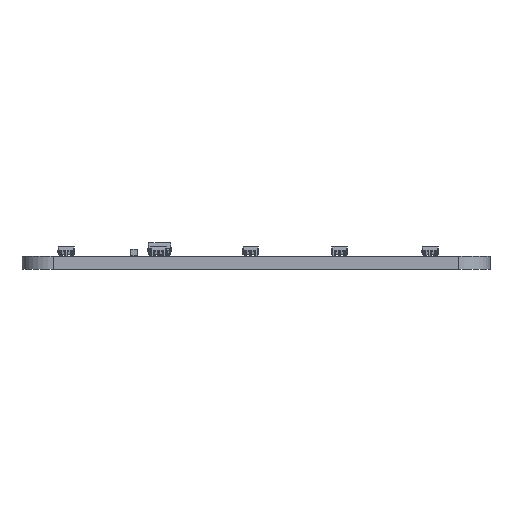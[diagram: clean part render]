
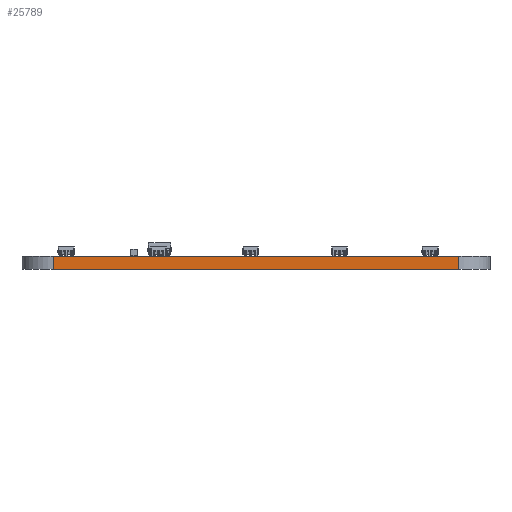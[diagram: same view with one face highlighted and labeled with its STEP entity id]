
A CAD part, front view. The second image highlights one B-rep face of the part: STEP entity #25789.
In plain terms, the highlighted planar face has unit normal (0, -1, 0).
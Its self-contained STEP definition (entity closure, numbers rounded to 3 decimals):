
#25663 = EDGE_CURVE('',#25664,#25666,#25668,.T.);
#25664 = VERTEX_POINT('',#25665);
#25665 = CARTESIAN_POINT('',(161.696,-145.252,0.));
#25666 = VERTEX_POINT('',#25667);
#25667 = CARTESIAN_POINT('',(161.696,-145.252,1.6));
#25668 = SURFACE_CURVE('',#25669,(#25673,#25685),.PCURVE_S1.);
#25669 = LINE('',#25670,#25671);
#25670 = CARTESIAN_POINT('',(161.696,-145.252,0.));
#25671 = VECTOR('',#25672,1.);
#25672 = DIRECTION('',(0.,0.,1.));
#25673 = PCURVE('',#25674,#25679);
#25674 = CYLINDRICAL_SURFACE('',#25675,3.81);
#25675 = AXIS2_PLACEMENT_3D('',#25676,#25677,#25678);
#25676 = CARTESIAN_POINT('',(161.696,-141.442,0.));
#25677 = DIRECTION('',(-0.,-0.,-1.));
#25678 = DIRECTION('',(1.,0.,-0.));
#25679 = DEFINITIONAL_REPRESENTATION('',(#25680),#25684);
#25680 = LINE('',#25681,#25682);
#25681 = CARTESIAN_POINT('',(-4.712,0.));
#25682 = VECTOR('',#25683,1.);
#25683 = DIRECTION('',(-0.,-1.));
#25684 = ( GEOMETRIC_REPRESENTATION_CONTEXT(2) 
PARAMETRIC_REPRESENTATION_CONTEXT() REPRESENTATION_CONTEXT('2D SPACE',''
  ) );
#25685 = PCURVE('',#25686,#25691);
#25686 = PLANE('',#25687);
#25687 = AXIS2_PLACEMENT_3D('',#25688,#25689,#25690);
#25688 = CARTESIAN_POINT('',(161.696,-145.252,0.));
#25689 = DIRECTION('',(0.,-1.,0.));
#25690 = DIRECTION('',(-1.,0.,0.));
#25691 = DEFINITIONAL_REPRESENTATION('',(#25692),#25696);
#25692 = LINE('',#25693,#25694);
#25693 = CARTESIAN_POINT('',(0.,-0.));
#25694 = VECTOR('',#25695,1.);
#25695 = DIRECTION('',(0.,-1.));
#25696 = ( GEOMETRIC_REPRESENTATION_CONTEXT(2) 
PARAMETRIC_REPRESENTATION_CONTEXT() REPRESENTATION_CONTEXT('2D SPACE',''
  ) );
#25715 = PLANE('',#25716);
#25716 = AXIS2_PLACEMENT_3D('',#25717,#25718,#25719);
#25717 = CARTESIAN_POINT('',(161.696,-145.252,1.6));
#25718 = DIRECTION('',(0.,0.,-1.));
#25719 = DIRECTION('',(-1.,0.,-0.));
#25774 = PLANE('',#25775);
#25775 = AXIS2_PLACEMENT_3D('',#25776,#25777,#25778);
#25776 = CARTESIAN_POINT('',(161.696,-145.252,0.));
#25777 = DIRECTION('',(0.,0.,-1.));
#25778 = DIRECTION('',(-1.,0.,-0.));
#25789 = ADVANCED_FACE('',(#25790),#25686,.T.);
#25790 = FACE_BOUND('',#25791,.T.);
#25791 = EDGE_LOOP('',(#25792,#25793,#25816,#25844));
#25792 = ORIENTED_EDGE('',*,*,#25663,.T.);
#25793 = ORIENTED_EDGE('',*,*,#25794,.T.);
#25794 = EDGE_CURVE('',#25666,#25795,#25797,.T.);
#25795 = VERTEX_POINT('',#25796);
#25796 = CARTESIAN_POINT('',(112.166,-145.252,1.6));
#25797 = SURFACE_CURVE('',#25798,(#25802,#25809),.PCURVE_S1.);
#25798 = LINE('',#25799,#25800);
#25799 = CARTESIAN_POINT('',(161.696,-145.252,1.6));
#25800 = VECTOR('',#25801,1.);
#25801 = DIRECTION('',(-1.,0.,0.));
#25802 = PCURVE('',#25686,#25803);
#25803 = DEFINITIONAL_REPRESENTATION('',(#25804),#25808);
#25804 = LINE('',#25805,#25806);
#25805 = CARTESIAN_POINT('',(0.,-1.6));
#25806 = VECTOR('',#25807,1.);
#25807 = DIRECTION('',(1.,0.));
#25808 = ( GEOMETRIC_REPRESENTATION_CONTEXT(2) 
PARAMETRIC_REPRESENTATION_CONTEXT() REPRESENTATION_CONTEXT('2D SPACE',''
  ) );
#25809 = PCURVE('',#25715,#25810);
#25810 = DEFINITIONAL_REPRESENTATION('',(#25811),#25815);
#25811 = LINE('',#25812,#25813);
#25812 = CARTESIAN_POINT('',(0.,0.));
#25813 = VECTOR('',#25814,1.);
#25814 = DIRECTION('',(1.,0.));
#25815 = ( GEOMETRIC_REPRESENTATION_CONTEXT(2) 
PARAMETRIC_REPRESENTATION_CONTEXT() REPRESENTATION_CONTEXT('2D SPACE',''
  ) );
#25816 = ORIENTED_EDGE('',*,*,#25817,.F.);
#25817 = EDGE_CURVE('',#25818,#25795,#25820,.T.);
#25818 = VERTEX_POINT('',#25819);
#25819 = CARTESIAN_POINT('',(112.166,-145.252,0.));
#25820 = SURFACE_CURVE('',#25821,(#25825,#25832),.PCURVE_S1.);
#25821 = LINE('',#25822,#25823);
#25822 = CARTESIAN_POINT('',(112.166,-145.252,0.));
#25823 = VECTOR('',#25824,1.);
#25824 = DIRECTION('',(0.,0.,1.));
#25825 = PCURVE('',#25686,#25826);
#25826 = DEFINITIONAL_REPRESENTATION('',(#25827),#25831);
#25827 = LINE('',#25828,#25829);
#25828 = CARTESIAN_POINT('',(49.53,0.));
#25829 = VECTOR('',#25830,1.);
#25830 = DIRECTION('',(0.,-1.));
#25831 = ( GEOMETRIC_REPRESENTATION_CONTEXT(2) 
PARAMETRIC_REPRESENTATION_CONTEXT() REPRESENTATION_CONTEXT('2D SPACE',''
  ) );
#25832 = PCURVE('',#25833,#25838);
#25833 = CYLINDRICAL_SURFACE('',#25834,3.81);
#25834 = AXIS2_PLACEMENT_3D('',#25835,#25836,#25837);
#25835 = CARTESIAN_POINT('',(112.166,-141.442,0.));
#25836 = DIRECTION('',(-0.,-0.,-1.));
#25837 = DIRECTION('',(1.,0.,-0.));
#25838 = DEFINITIONAL_REPRESENTATION('',(#25839),#25843);
#25839 = LINE('',#25840,#25841);
#25840 = CARTESIAN_POINT('',(-4.712,0.));
#25841 = VECTOR('',#25842,1.);
#25842 = DIRECTION('',(-0.,-1.));
#25843 = ( GEOMETRIC_REPRESENTATION_CONTEXT(2) 
PARAMETRIC_REPRESENTATION_CONTEXT() REPRESENTATION_CONTEXT('2D SPACE',''
  ) );
#25844 = ORIENTED_EDGE('',*,*,#25845,.F.);
#25845 = EDGE_CURVE('',#25664,#25818,#25846,.T.);
#25846 = SURFACE_CURVE('',#25847,(#25851,#25858),.PCURVE_S1.);
#25847 = LINE('',#25848,#25849);
#25848 = CARTESIAN_POINT('',(161.696,-145.252,0.));
#25849 = VECTOR('',#25850,1.);
#25850 = DIRECTION('',(-1.,0.,0.));
#25851 = PCURVE('',#25686,#25852);
#25852 = DEFINITIONAL_REPRESENTATION('',(#25853),#25857);
#25853 = LINE('',#25854,#25855);
#25854 = CARTESIAN_POINT('',(0.,-0.));
#25855 = VECTOR('',#25856,1.);
#25856 = DIRECTION('',(1.,0.));
#25857 = ( GEOMETRIC_REPRESENTATION_CONTEXT(2) 
PARAMETRIC_REPRESENTATION_CONTEXT() REPRESENTATION_CONTEXT('2D SPACE',''
  ) );
#25858 = PCURVE('',#25774,#25859);
#25859 = DEFINITIONAL_REPRESENTATION('',(#25860),#25864);
#25860 = LINE('',#25861,#25862);
#25861 = CARTESIAN_POINT('',(0.,0.));
#25862 = VECTOR('',#25863,1.);
#25863 = DIRECTION('',(1.,0.));
#25864 = ( GEOMETRIC_REPRESENTATION_CONTEXT(2) 
PARAMETRIC_REPRESENTATION_CONTEXT() REPRESENTATION_CONTEXT('2D SPACE',''
  ) );
